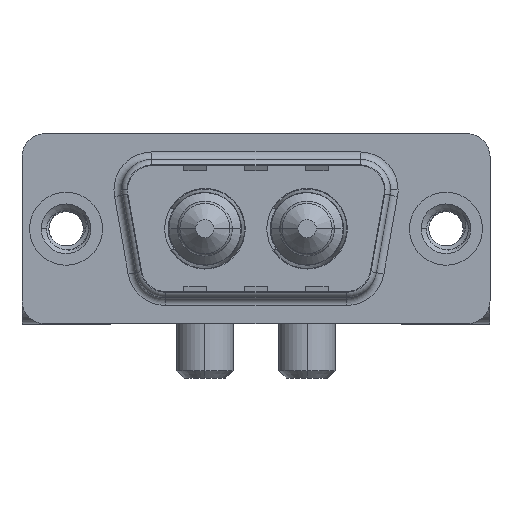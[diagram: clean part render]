
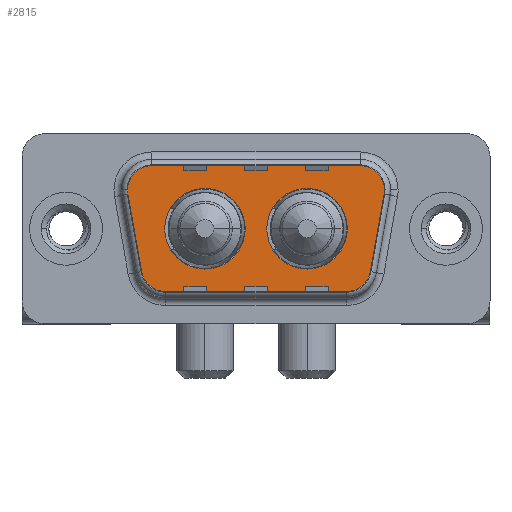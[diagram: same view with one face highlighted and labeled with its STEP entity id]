
A CAD part, top view. The second image highlights one B-rep face of the part: STEP entity #2815.
In plain terms, the highlighted planar face has unit normal (0, 0, 1).
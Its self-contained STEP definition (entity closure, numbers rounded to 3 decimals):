
#121 = LINE ( 'NONE', #3576, #1508 ) ;
#179 = ORIENTED_EDGE ( 'NONE', *, *, #4583, .F. ) ;
#185 = EDGE_CURVE ( 'NONE', #1680, #9854, #4996, .T. ) ;
#256 = VERTEX_POINT ( 'NONE', #7427 ) ;
#278 = CARTESIAN_POINT ( 'NONE',  ( 18.541, -4.9, 0. ) ) ;
#281 = CARTESIAN_POINT ( 'NONE',  ( 21.534, 2.553, 0. ) ) ;
#675 = CARTESIAN_POINT ( 'NONE',  ( 5.436, 2.9, 0. ) ) ;
#698 = ORIENTED_EDGE ( 'NONE', *, *, #10987, .T. ) ;
#754 = CIRCLE ( 'NONE', #1542, 2.65 ) ;
#779 = CARTESIAN_POINT ( 'NONE',  ( 18.541, -2.9, 0. ) ) ;
#797 = CARTESIAN_POINT ( 'NONE',  ( 5.436, 4.9, 0. ) ) ;
#917 = ORIENTED_EDGE ( 'NONE', *, *, #3671, .T. ) ;
#977 = DIRECTION ( 'NONE',  ( 0., 0., 1. ) ) ;
#986 = DIRECTION ( 'NONE',  ( 1., 0., 0. ) ) ;
#1100 = DIRECTION ( 'NONE',  ( 0., 0., 1. ) ) ;
#1102 = EDGE_CURVE ( 'NONE', #6754, #8064, #11181, .T. ) ;
#1135 = CARTESIAN_POINT ( 'NONE',  ( 18.51, 0., 0. ) ) ;
#1163 = AXIS2_PLACEMENT_3D ( 'NONE', #5710, #2786, #4956 ) ;
#1180 = VECTOR ( 'NONE', #4109, 1000. ) ;
#1282 = LINE ( 'NONE', #6837, #12310 ) ;
#1341 = DIRECTION ( 'NONE',  ( 0., 0., 1. ) ) ;
#1374 = DIRECTION ( 'NONE',  ( 0., 0., 1. ) ) ;
#1508 = VECTOR ( 'NONE', #7808, 1000. ) ;
#1513 = DIRECTION ( 'NONE',  ( 0., 0., 1. ) ) ;
#1542 = AXIS2_PLACEMENT_3D ( 'NONE', #9540, #1100, #986 ) ;
#1587 = CIRCLE ( 'NONE', #10165, 2.65 ) ;
#1680 = VERTEX_POINT ( 'NONE', #4711 ) ;
#1733 = EDGE_CURVE ( 'NONE', #11557, #9209, #754, .T. ) ;
#1799 = LINE ( 'NONE', #5613, #1180 ) ;
#2087 = EDGE_CURVE ( 'NONE', #11889, #4019, #5938, .T. ) ;
#2127 = DIRECTION ( 'NONE',  ( -1., 0., 0. ) ) ;
#2158 = DIRECTION ( 'NONE',  ( -1., 0., 0. ) ) ;
#2161 = AXIS2_PLACEMENT_3D ( 'NONE', #779, #3694, #2881 ) ;
#2203 = VERTEX_POINT ( 'NONE', #797 ) ;
#2396 = EDGE_CURVE ( 'NONE', #12022, #2203, #1282, .T. ) ;
#2403 = CARTESIAN_POINT ( 'NONE',  ( 18.541, -2.9, 0. ) ) ;
#2552 = DIRECTION ( 'NONE',  ( 1., 0., 0. ) ) ;
#2682 = DIRECTION ( 'NONE',  ( -1., 0., 0. ) ) ;
#2786 = DIRECTION ( 'NONE',  ( 0., 0., 1. ) ) ;
#2815 = ADVANCED_FACE ( 'NONE', ( #7630, #12241, #11436 ), #7508, .T. ) ;
#2881 = DIRECTION ( 'NONE',  ( 1., 0., 0. ) ) ;
#2935 = VERTEX_POINT ( 'NONE', #278 ) ;
#3207 = CARTESIAN_POINT ( 'NONE',  ( 6.459, -4.9, 0. ) ) ;
#3245 = CARTESIAN_POINT ( 'NONE',  ( 4.489, -3.247, 0. ) ) ;
#3561 = CIRCLE ( 'NONE', #1163, 2.65 ) ;
#3576 = CARTESIAN_POINT ( 'NONE',  ( 3.466, 2.553, 0. ) ) ;
#3650 = CARTESIAN_POINT ( 'NONE',  ( 20.511, -3.247, 0. ) ) ;
#3671 = EDGE_CURVE ( 'NONE', #8371, #6754, #1799, .T. ) ;
#3694 = DIRECTION ( 'NONE',  ( 0., 0., 1. ) ) ;
#4019 = VERTEX_POINT ( 'NONE', #6572 ) ;
#4109 = DIRECTION ( 'NONE',  ( 0.174, 0.985, 0. ) ) ;
#4224 = CARTESIAN_POINT ( 'NONE',  ( 21.564, 2.9, 0. ) ) ;
#4530 = DIRECTION ( 'NONE',  ( -1., 0., 0. ) ) ;
#4583 = EDGE_CURVE ( 'NONE', #9854, #1680, #1587, .T. ) ;
#4686 = EDGE_LOOP ( 'NONE', ( #10359, #917, #8601, #698, #8443, #8646, #4793, #9491, #6720 ) ) ;
#4711 = CARTESIAN_POINT ( 'NONE',  ( 11.79, 0., 0. ) ) ;
#4775 = AXIS2_PLACEMENT_3D ( 'NONE', #675, #12199, #6300 ) ;
#4793 = ORIENTED_EDGE ( 'NONE', *, *, #7525, .T. ) ;
#4956 = DIRECTION ( 'NONE',  ( 1., 0., 0. ) ) ;
#4996 = CIRCLE ( 'NONE', #7598, 2.65 ) ;
#5173 = DIRECTION ( 'NONE',  ( 1., 0., 0. ) ) ;
#5458 = CARTESIAN_POINT ( 'NONE',  ( 6.459, -2.9, 0. ) ) ;
#5613 = CARTESIAN_POINT ( 'NONE',  ( 21.534, 2.553, 0. ) ) ;
#5632 = ORIENTED_EDGE ( 'NONE', *, *, #1733, .F. ) ;
#5634 = EDGE_CURVE ( 'NONE', #2203, #256, #10184, .T. ) ;
#5710 = CARTESIAN_POINT ( 'NONE',  ( 15.86, 0., 0. ) ) ;
#5790 = AXIS2_PLACEMENT_3D ( 'NONE', #9035, #1341, #2682 ) ;
#5846 = DIRECTION ( 'NONE',  ( 1., 0., 0. ) ) ;
#5938 = CIRCLE ( 'NONE', #11127, 2. ) ;
#6225 = DIRECTION ( 'NONE',  ( 1., 0., 0. ) ) ;
#6300 = DIRECTION ( 'NONE',  ( 1., 0., 0. ) ) ;
#6572 = CARTESIAN_POINT ( 'NONE',  ( 6.459, -4.9, 0. ) ) ;
#6720 = ORIENTED_EDGE ( 'NONE', *, *, #9457, .T. ) ;
#6754 = VERTEX_POINT ( 'NONE', #281 ) ;
#6837 = CARTESIAN_POINT ( 'NONE',  ( 5.436, 4.9, 0. ) ) ;
#7140 = VECTOR ( 'NONE', #2552, 1000. ) ;
#7256 = CARTESIAN_POINT ( 'NONE',  ( 13.21, 0., 0. ) ) ;
#7425 = ORIENTED_EDGE ( 'NONE', *, *, #8290, .F. ) ;
#7427 = CARTESIAN_POINT ( 'NONE',  ( 3.466, 2.553, 0. ) ) ;
#7508 = PLANE ( 'NONE',  #2161 ) ;
#7525 = EDGE_CURVE ( 'NONE', #256, #11889, #121, .T. ) ;
#7598 = AXIS2_PLACEMENT_3D ( 'NONE', #9928, #1374, #5173 ) ;
#7630 = FACE_BOUND ( 'NONE', #8813, .T. ) ;
#7808 = DIRECTION ( 'NONE',  ( 0.174, -0.985, 0. ) ) ;
#7877 = DIRECTION ( 'NONE',  ( 0., 0., 1. ) ) ;
#8064 = VERTEX_POINT ( 'NONE', #4224 ) ;
#8116 = CARTESIAN_POINT ( 'NONE',  ( 19.564, 4.9, 0. ) ) ;
#8290 = EDGE_CURVE ( 'NONE', #9209, #11557, #3561, .T. ) ;
#8371 = VERTEX_POINT ( 'NONE', #3650 ) ;
#8394 = EDGE_LOOP ( 'NONE', ( #9030, #179 ) ) ;
#8443 = ORIENTED_EDGE ( 'NONE', *, *, #2396, .T. ) ;
#8601 = ORIENTED_EDGE ( 'NONE', *, *, #1102, .T. ) ;
#8646 = ORIENTED_EDGE ( 'NONE', *, *, #5634, .T. ) ;
#8649 = CARTESIAN_POINT ( 'NONE',  ( 9.14, 0., 0. ) ) ;
#8813 = EDGE_LOOP ( 'NONE', ( #5632, #7425 ) ) ;
#9030 = ORIENTED_EDGE ( 'NONE', *, *, #185, .F. ) ;
#9035 = CARTESIAN_POINT ( 'NONE',  ( 19.564, 2.9, 0. ) ) ;
#9209 = VERTEX_POINT ( 'NONE', #7256 ) ;
#9281 = DIRECTION ( 'NONE',  ( 0., 0., 1. ) ) ;
#9313 = AXIS2_PLACEMENT_3D ( 'NONE', #9493, #7877, #2127 ) ;
#9457 = EDGE_CURVE ( 'NONE', #4019, #2935, #10235, .T. ) ;
#9491 = ORIENTED_EDGE ( 'NONE', *, *, #2087, .T. ) ;
#9493 = CARTESIAN_POINT ( 'NONE',  ( 19.564, 2.9, 0. ) ) ;
#9540 = CARTESIAN_POINT ( 'NONE',  ( 15.86, 0., 0. ) ) ;
#9854 = VERTEX_POINT ( 'NONE', #11855 ) ;
#9928 = CARTESIAN_POINT ( 'NONE',  ( 9.14, 0., 0. ) ) ;
#10165 = AXIS2_PLACEMENT_3D ( 'NONE', #8649, #977, #5846 ) ;
#10184 = CIRCLE ( 'NONE', #4775, 2. ) ;
#10235 = LINE ( 'NONE', #3207, #7140 ) ;
#10301 = AXIS2_PLACEMENT_3D ( 'NONE', #2403, #1513, #6225 ) ;
#10359 = ORIENTED_EDGE ( 'NONE', *, *, #10786, .T. ) ;
#10786 = EDGE_CURVE ( 'NONE', #2935, #8371, #11895, .T. ) ;
#10987 = EDGE_CURVE ( 'NONE', #8064, #12022, #11709, .T. ) ;
#11127 = AXIS2_PLACEMENT_3D ( 'NONE', #5458, #9281, #4530 ) ;
#11181 = CIRCLE ( 'NONE', #5790, 2. ) ;
#11436 = FACE_OUTER_BOUND ( 'NONE', #4686, .T. ) ;
#11557 = VERTEX_POINT ( 'NONE', #1135 ) ;
#11709 = CIRCLE ( 'NONE', #9313, 2. ) ;
#11855 = CARTESIAN_POINT ( 'NONE',  ( 6.49, 0., 0. ) ) ;
#11889 = VERTEX_POINT ( 'NONE', #3245 ) ;
#11895 = CIRCLE ( 'NONE', #10301, 2. ) ;
#12022 = VERTEX_POINT ( 'NONE', #8116 ) ;
#12199 = DIRECTION ( 'NONE',  ( 0., 0., 1. ) ) ;
#12241 = FACE_BOUND ( 'NONE', #8394, .T. ) ;
#12310 = VECTOR ( 'NONE', #2158, 1000. ) ;
